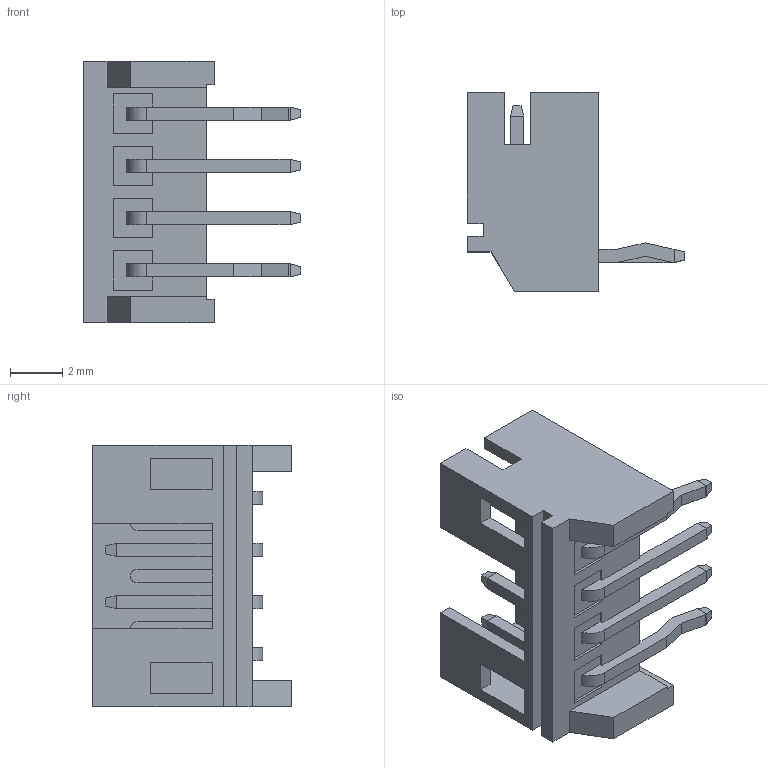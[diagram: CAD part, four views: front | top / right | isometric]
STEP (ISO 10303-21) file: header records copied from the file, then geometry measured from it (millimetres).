
FILE_DESCRIPTION(/* description */ (''),/* implementation_level */ '2;1');
FILE_NAME(/* name */ '521-04-4-xx.stp',/* time_stamp */ '2019-04-24T16:53:36+02:00',/* author */ ('andreas.larin'),/* organization */ (''),/* preprocessor_version */ 'ST-DEVELOPER v15.6',/* originating_system */ 'Autodesk Inventor 2015',/* authorisation */ '');
FILE_SCHEMA (('AUTOMOTIVE_DESIGN { 1 0 10303 214 3 1 1 }'));
Length unit declared in the file: centimetre
Products named in the file (1): 521-04-4-xx
Bounding box: 8.3 x 7.6 x 10 mm (x, y, z)
Volume: 136.6 mm3; surface area: 503.2 mm2
Topology: 1 solids, 1 shells, 196 faces, 536 edges, 336 vertices
Faces by surface type: plane 185, cylinder 11
Entity records: 6082 total; most frequent: ORIENTED_EDGE 1088, CARTESIAN_POINT 1069, DIRECTION 960, EDGE_CURVE 536, LINE 506, VECTOR 506, VERTEX_POINT 336, AXIS2_PLACEMENT_3D 227
